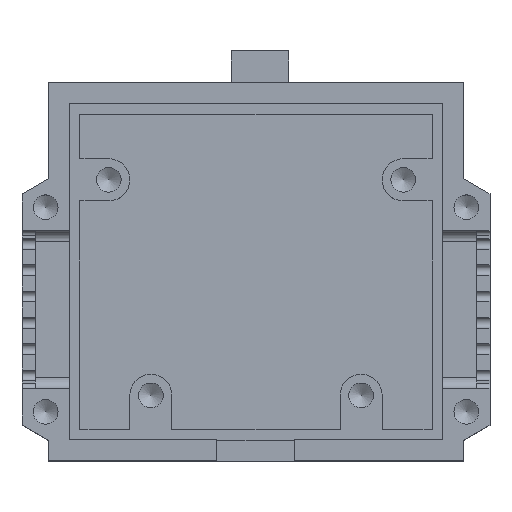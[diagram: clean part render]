
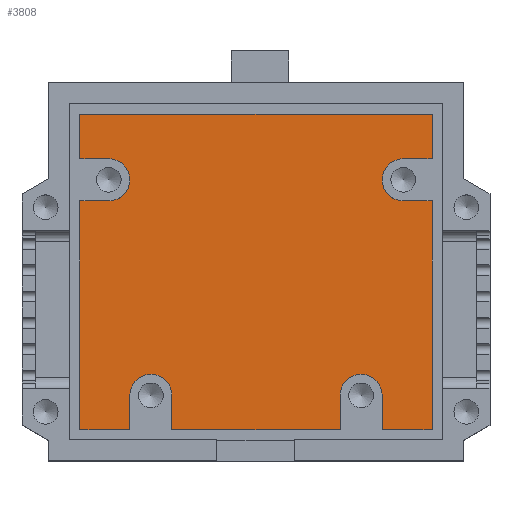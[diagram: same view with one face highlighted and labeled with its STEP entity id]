
A CAD part, top view. The second image highlights one B-rep face of the part: STEP entity #3808.
In plain terms, the highlighted planar face has unit normal (0, 0, 1).
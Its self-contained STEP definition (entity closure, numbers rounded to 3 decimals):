
#3213 = EDGE_CURVE('',#3214,#3216,#3218,.T.);
#3214 = VERTEX_POINT('',#3215);
#3215 = CARTESIAN_POINT('',(-24.,-30.,4.));
#3216 = VERTEX_POINT('',#3217);
#3217 = CARTESIAN_POINT('',(-24.,-23.5,4.));
#3218 = LINE('',#3219,#3220);
#3219 = CARTESIAN_POINT('',(-24.,-30.,4.));
#3220 = VECTOR('',#3221,1.);
#3221 = DIRECTION('',(0.,1.,0.));
#3244 = EDGE_CURVE('',#3214,#3245,#3247,.T.);
#3245 = VERTEX_POINT('',#3246);
#3246 = CARTESIAN_POINT('',(-33.5,-30.,4.));
#3247 = LINE('',#3248,#3249);
#3248 = CARTESIAN_POINT('',(-24.,-30.,4.));
#3249 = VECTOR('',#3250,1.);
#3250 = DIRECTION('',(-1.,0.,0.));
#3268 = EDGE_CURVE('',#3269,#3216,#3271,.T.);
#3269 = VERTEX_POINT('',#3270);
#3270 = CARTESIAN_POINT('',(-16.,-23.5,4.));
#3271 = CIRCLE('',#3272,4.);
#3272 = AXIS2_PLACEMENT_3D('',#3273,#3274,#3275);
#3273 = CARTESIAN_POINT('',(-20.,-23.5,4.));
#3274 = DIRECTION('',(0.,0.,1.));
#3275 = DIRECTION('',(1.,0.,0.));
#3293 = EDGE_CURVE('',#3245,#3294,#3296,.T.);
#3294 = VERTEX_POINT('',#3295);
#3295 = CARTESIAN_POINT('',(-33.5,13.5,4.));
#3296 = LINE('',#3297,#3298);
#3297 = CARTESIAN_POINT('',(-33.5,-30.,4.));
#3298 = VECTOR('',#3299,1.);
#3299 = DIRECTION('',(0.,1.,0.));
#3317 = EDGE_CURVE('',#3269,#3318,#3320,.T.);
#3318 = VERTEX_POINT('',#3319);
#3319 = CARTESIAN_POINT('',(-16.,-30.,4.));
#3320 = LINE('',#3321,#3322);
#3321 = CARTESIAN_POINT('',(-16.,-23.5,4.));
#3322 = VECTOR('',#3323,1.);
#3323 = DIRECTION('',(0.,-1.,0.));
#3341 = EDGE_CURVE('',#3294,#3342,#3344,.T.);
#3342 = VERTEX_POINT('',#3343);
#3343 = CARTESIAN_POINT('',(-28.,13.5,4.));
#3344 = LINE('',#3345,#3346);
#3345 = CARTESIAN_POINT('',(-33.5,13.5,4.));
#3346 = VECTOR('',#3347,1.);
#3347 = DIRECTION('',(1.,0.,0.));
#3365 = EDGE_CURVE('',#3366,#3318,#3368,.T.);
#3366 = VERTEX_POINT('',#3367);
#3367 = CARTESIAN_POINT('',(16.,-30.,4.));
#3368 = LINE('',#3369,#3370);
#3369 = CARTESIAN_POINT('',(16.,-30.,4.));
#3370 = VECTOR('',#3371,1.);
#3371 = DIRECTION('',(-1.,0.,0.));
#3389 = EDGE_CURVE('',#3342,#3390,#3392,.T.);
#3390 = VERTEX_POINT('',#3391);
#3391 = CARTESIAN_POINT('',(-28.,21.5,4.));
#3392 = CIRCLE('',#3393,4.);
#3393 = AXIS2_PLACEMENT_3D('',#3394,#3395,#3396);
#3394 = CARTESIAN_POINT('',(-28.,17.5,4.));
#3395 = DIRECTION('',(0.,0.,1.));
#3396 = DIRECTION('',(1.,0.,0.));
#3414 = EDGE_CURVE('',#3415,#3366,#3417,.T.);
#3415 = VERTEX_POINT('',#3416);
#3416 = CARTESIAN_POINT('',(16.,-23.5,4.));
#3417 = LINE('',#3418,#3419);
#3418 = CARTESIAN_POINT('',(16.,-23.5,4.));
#3419 = VECTOR('',#3420,1.);
#3420 = DIRECTION('',(0.,-1.,0.));
#3438 = EDGE_CURVE('',#3390,#3439,#3441,.T.);
#3439 = VERTEX_POINT('',#3440);
#3440 = CARTESIAN_POINT('',(-33.5,21.5,4.));
#3441 = LINE('',#3442,#3443);
#3442 = CARTESIAN_POINT('',(-28.,21.5,4.));
#3443 = VECTOR('',#3444,1.);
#3444 = DIRECTION('',(-1.,0.,0.));
#3462 = EDGE_CURVE('',#3463,#3415,#3465,.T.);
#3463 = VERTEX_POINT('',#3464);
#3464 = CARTESIAN_POINT('',(24.,-23.5,4.));
#3465 = CIRCLE('',#3466,4.);
#3466 = AXIS2_PLACEMENT_3D('',#3467,#3468,#3469);
#3467 = CARTESIAN_POINT('',(20.,-23.5,4.));
#3468 = DIRECTION('',(0.,0.,1.));
#3469 = DIRECTION('',(1.,0.,0.));
#3487 = EDGE_CURVE('',#3439,#3488,#3490,.T.);
#3488 = VERTEX_POINT('',#3489);
#3489 = CARTESIAN_POINT('',(-33.5,30.,4.));
#3490 = LINE('',#3491,#3492);
#3491 = CARTESIAN_POINT('',(-33.5,21.5,4.));
#3492 = VECTOR('',#3493,1.);
#3493 = DIRECTION('',(0.,1.,0.));
#3511 = EDGE_CURVE('',#3463,#3512,#3514,.T.);
#3512 = VERTEX_POINT('',#3513);
#3513 = CARTESIAN_POINT('',(24.,-30.,4.));
#3514 = LINE('',#3515,#3516);
#3515 = CARTESIAN_POINT('',(24.,-23.5,4.));
#3516 = VECTOR('',#3517,1.);
#3517 = DIRECTION('',(0.,-1.,0.));
#3535 = EDGE_CURVE('',#3488,#3536,#3538,.T.);
#3536 = VERTEX_POINT('',#3537);
#3537 = CARTESIAN_POINT('',(33.5,30.,4.));
#3538 = LINE('',#3539,#3540);
#3539 = CARTESIAN_POINT('',(-33.5,30.,4.));
#3540 = VECTOR('',#3541,1.);
#3541 = DIRECTION('',(1.,0.,0.));
#3559 = EDGE_CURVE('',#3560,#3512,#3562,.T.);
#3560 = VERTEX_POINT('',#3561);
#3561 = CARTESIAN_POINT('',(33.5,-30.,4.));
#3562 = LINE('',#3563,#3564);
#3563 = CARTESIAN_POINT('',(33.5,-30.,4.));
#3564 = VECTOR('',#3565,1.);
#3565 = DIRECTION('',(-1.,0.,0.));
#3583 = EDGE_CURVE('',#3536,#3584,#3586,.T.);
#3584 = VERTEX_POINT('',#3585);
#3585 = CARTESIAN_POINT('',(33.5,21.5,4.));
#3586 = LINE('',#3587,#3588);
#3587 = CARTESIAN_POINT('',(33.5,30.,4.));
#3588 = VECTOR('',#3589,1.);
#3589 = DIRECTION('',(0.,-1.,0.));
#3607 = EDGE_CURVE('',#3608,#3560,#3610,.T.);
#3608 = VERTEX_POINT('',#3609);
#3609 = CARTESIAN_POINT('',(33.5,13.5,4.));
#3610 = LINE('',#3611,#3612);
#3611 = CARTESIAN_POINT('',(33.5,13.5,4.));
#3612 = VECTOR('',#3613,1.);
#3613 = DIRECTION('',(0.,-1.,0.));
#3631 = EDGE_CURVE('',#3632,#3584,#3634,.T.);
#3632 = VERTEX_POINT('',#3633);
#3633 = CARTESIAN_POINT('',(28.,21.5,4.));
#3634 = LINE('',#3635,#3636);
#3635 = CARTESIAN_POINT('',(28.,21.5,4.));
#3636 = VECTOR('',#3637,1.);
#3637 = DIRECTION('',(1.,0.,0.));
#3655 = EDGE_CURVE('',#3608,#3656,#3658,.T.);
#3656 = VERTEX_POINT('',#3657);
#3657 = CARTESIAN_POINT('',(28.,13.5,4.));
#3658 = LINE('',#3659,#3660);
#3659 = CARTESIAN_POINT('',(33.5,13.5,4.));
#3660 = VECTOR('',#3661,1.);
#3661 = DIRECTION('',(-1.,0.,0.));
#3679 = EDGE_CURVE('',#3632,#3656,#3680,.T.);
#3680 = CIRCLE('',#3681,4.);
#3681 = AXIS2_PLACEMENT_3D('',#3682,#3683,#3684);
#3682 = CARTESIAN_POINT('',(28.,17.5,4.));
#3683 = DIRECTION('',(0.,0.,1.));
#3684 = DIRECTION('',(1.,0.,0.));
#3808 = ADVANCED_FACE('',(#3809),#3831,.T.);
#3809 = FACE_BOUND('',#3810,.T.);
#3810 = EDGE_LOOP('',(#3811,#3812,#3813,#3814,#3815,#3816,#3817,#3818,
    #3819,#3820,#3821,#3822,#3823,#3824,#3825,#3826,#3827,#3828,#3829,
    #3830));
#3811 = ORIENTED_EDGE('',*,*,#3244,.F.);
#3812 = ORIENTED_EDGE('',*,*,#3213,.T.);
#3813 = ORIENTED_EDGE('',*,*,#3268,.F.);
#3814 = ORIENTED_EDGE('',*,*,#3317,.T.);
#3815 = ORIENTED_EDGE('',*,*,#3365,.F.);
#3816 = ORIENTED_EDGE('',*,*,#3414,.F.);
#3817 = ORIENTED_EDGE('',*,*,#3462,.F.);
#3818 = ORIENTED_EDGE('',*,*,#3511,.T.);
#3819 = ORIENTED_EDGE('',*,*,#3559,.F.);
#3820 = ORIENTED_EDGE('',*,*,#3607,.F.);
#3821 = ORIENTED_EDGE('',*,*,#3655,.T.);
#3822 = ORIENTED_EDGE('',*,*,#3679,.F.);
#3823 = ORIENTED_EDGE('',*,*,#3631,.T.);
#3824 = ORIENTED_EDGE('',*,*,#3583,.F.);
#3825 = ORIENTED_EDGE('',*,*,#3535,.F.);
#3826 = ORIENTED_EDGE('',*,*,#3487,.F.);
#3827 = ORIENTED_EDGE('',*,*,#3438,.F.);
#3828 = ORIENTED_EDGE('',*,*,#3389,.F.);
#3829 = ORIENTED_EDGE('',*,*,#3341,.F.);
#3830 = ORIENTED_EDGE('',*,*,#3293,.F.);
#3831 = PLANE('',#3832);
#3832 = AXIS2_PLACEMENT_3D('',#3833,#3834,#3835);
#3833 = CARTESIAN_POINT('',(0.,-0.265,4.));
#3834 = DIRECTION('',(0.,0.,1.));
#3835 = DIRECTION('',(1.,0.,0.));
